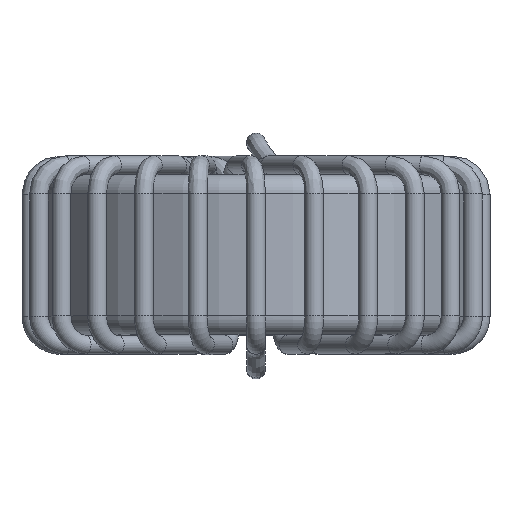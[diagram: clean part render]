
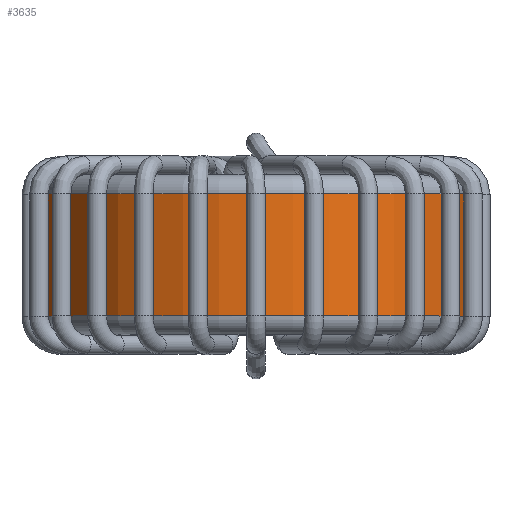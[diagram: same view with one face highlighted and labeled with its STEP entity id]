
A CAD part, top view. The second image highlights one B-rep face of the part: STEP entity #3635.
In plain terms, the highlighted cylindrical face has radius 5.7 mm (diameter 11.4 mm), a full revolution.
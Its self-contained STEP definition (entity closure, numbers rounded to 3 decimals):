
#519=ORIENTED_EDGE('',*,*,#727,.T.);
#520=ORIENTED_EDGE('',*,*,#728,.T.);
#727=EDGE_CURVE('',#927,#927,#1127,.T.);
#728=EDGE_CURVE('',#928,#928,#1128,.T.);
#927=VERTEX_POINT('',#9269);
#928=VERTEX_POINT('',#9271);
#1127=CIRCLE('',#3992,5.7);
#1128=CIRCLE('',#3993,5.7);
#1519=EDGE_LOOP('',(#519));
#1520=EDGE_LOOP('',(#520));
#1919=FACE_BOUND('',#1519,.T.);
#1920=FACE_BOUND('',#1520,.T.);
#2030=CYLINDRICAL_SURFACE('',#3991,5.7);
#3635=ADVANCED_FACE('',(#1919,#1920),#2030,.T.);
#3991=AXIS2_PLACEMENT_3D('',#9267,#4684,#4685);
#3992=AXIS2_PLACEMENT_3D('',#9268,#4686,#4687);
#3993=AXIS2_PLACEMENT_3D('',#9270,#4688,#4689);
#4684=DIRECTION('',(0.,-1.,0.));
#4685=DIRECTION('',(0.,0.,-1.));
#4686=DIRECTION('',(0.,1.,0.));
#4687=DIRECTION('',(0.,0.,1.));
#4688=DIRECTION('',(0.,-1.,0.));
#4689=DIRECTION('',(0.,0.,-1.));
#9267=CARTESIAN_POINT('',(0.,0.,0.));
#9268=CARTESIAN_POINT('',(0.,-1.62,0.));
#9269=CARTESIAN_POINT('',(0.,-1.62,5.7));
#9270=CARTESIAN_POINT('',(0.,1.62,0.));
#9271=CARTESIAN_POINT('',(0.,1.62,-5.7));
